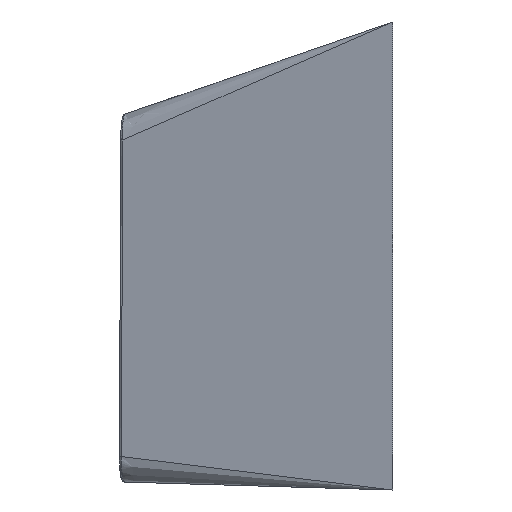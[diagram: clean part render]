
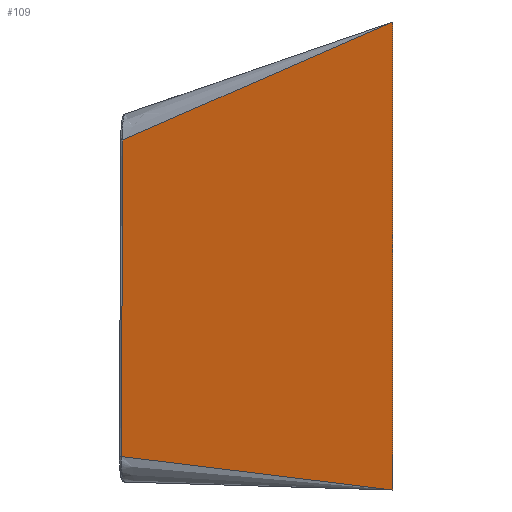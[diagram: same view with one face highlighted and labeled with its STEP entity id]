
A CAD part, left-side view. The second image highlights one B-rep face of the part: STEP entity #109.
In plain terms, the highlighted free-form (B-spline) face has degree [3, 1] with [6, 2] control points.
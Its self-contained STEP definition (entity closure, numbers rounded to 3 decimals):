
#3 = CARTESIAN_POINT ( 'NONE',  ( 0., 0., 0. ) ) ;
#13 = CARTESIAN_POINT ( 'NONE',  ( 0., 0., 6. ) ) ;
#18 = CARTESIAN_POINT ( 'NONE',  ( 0., 0., 18. ) ) ;
#32 = B_SPLINE_CURVE_WITH_KNOTS ( 'NONE', 3,
 ( #702, #1637, #1356, #3 ),
 .UNSPECIFIED., .F., .F.,
 ( 4, 4 ),
 ( 0.009, 1. ),
 .UNSPECIFIED. ) ;
#109 = ADVANCED_FACE ( 'NONE', ( #1091 ), #951, .T. ) ;
#154 = CARTESIAN_POINT ( 'NONE',  ( 2.65, 10.5, 5.007 ) ) ;
#165 = CARTESIAN_POINT ( 'NONE',  ( 2.65, 10.481, 9.703 ) ) ;
#222 = CARTESIAN_POINT ( 'NONE',  ( 2.628, 10.422, 3.316 ) ) ;
#233 = CARTESIAN_POINT ( 'NONE',  ( 2.628, 10.405, 7.374 ) ) ;
#234 = ORIENTED_EDGE ( 'NONE', *, *, #1304, .T. ) ;
#256 = B_SPLINE_CURVE_WITH_KNOTS ( 'NONE', 3,
 ( #721, #456, #825, #837 ),
 .UNSPECIFIED., .F., .F.,
 ( 4, 4 ),
 ( 0., 0.991 ),
 .UNSPECIFIED. ) ;
#266 = CARTESIAN_POINT ( 'NONE',  ( 2.65, 10.52, 0.312 ) ) ;
#295 = CARTESIAN_POINT ( 'NONE',  ( 0., 0., 15. ) ) ;
#360 = DIRECTION ( 'NONE',  ( 0., 0., -1. ) ) ;
#446 = B_SPLINE_CURVE_WITH_KNOTS ( 'NONE', 3,
 ( #1029, #631, #1303, #233, #513, #222, #1694 ),
 .UNSPECIFIED., .F., .F.,
 ( 4, 3, 4 ),
 ( 0., 0.006, 0.012 ),
 .UNSPECIFIED. ) ;
#448 = CARTESIAN_POINT ( 'NONE',  ( 0., 0., 18. ) ) ;
#456 = CARTESIAN_POINT ( 'NONE',  ( 0.982, 3.878, 16.304 ) ) ;
#513 = CARTESIAN_POINT ( 'NONE',  ( 2.628, 10.413, 5.345 ) ) ;
#544 = CARTESIAN_POINT ( 'NONE',  ( 0., 0., 12. ) ) ;
#631 = CARTESIAN_POINT ( 'NONE',  ( 2.628, 10.389, 11.432 ) ) ;
#673 = CARTESIAN_POINT ( 'NONE',  ( 2.628, 10.381, 13.462 ) ) ;
#686 = CARTESIAN_POINT ( 'NONE',  ( 2.65, 10.51, 2.66 ) ) ;
#693 = CARTESIAN_POINT ( 'NONE',  ( 2.65, 10.462, 14.398 ) ) ;
#702 = CARTESIAN_POINT ( 'NONE',  ( 2.628, 10.43, 1.287 ) ) ;
#721 = CARTESIAN_POINT ( 'NONE',  ( 0., 0., 18. ) ) ;
#825 = CARTESIAN_POINT ( 'NONE',  ( 1.858, 7.338, 14.791 ) ) ;
#837 = CARTESIAN_POINT ( 'NONE',  ( 2.628, 10.381, 13.462 ) ) ;
#936 = EDGE_CURVE ( 'NONE', #1380, #1193, #256, .T. ) ;
#940 = VERTEX_POINT ( 'NONE', #1358 ) ;
#951 = B_SPLINE_SURFACE_WITH_KNOTS ( 'NONE', 3, 1, ( 
 ( #1601, #266 ),
 ( #1346, #686 ),
 ( #13, #154 ),
 ( #544, #165 ),
 ( #295, #1336 ),
 ( #18, #693 ) ),
 .UNSPECIFIED., .F., .F., .F.,
 ( 4, 2, 4 ),
 ( 2, 2 ),
 ( 0., 0.5, 1. ),
 ( 0., 1. ),
 .UNSPECIFIED. ) ;
#992 = VECTOR ( 'NONE', #360, 1000. ) ;
#1029 = CARTESIAN_POINT ( 'NONE',  ( 2.628, 10.381, 13.462 ) ) ;
#1091 = FACE_OUTER_BOUND ( 'NONE', #1205, .T. ) ;
#1104 = EDGE_CURVE ( 'NONE', #1380, #940, #1344, .T. ) ;
#1124 = EDGE_CURVE ( 'NONE', #1193, #1517, #446, .T. ) ;
#1193 = VERTEX_POINT ( 'NONE', #673 ) ;
#1205 = EDGE_LOOP ( 'NONE', ( #1252, #1443, #234, #1353 ) ) ;
#1252 = ORIENTED_EDGE ( 'NONE', *, *, #936, .T. ) ;
#1303 = CARTESIAN_POINT ( 'NONE',  ( 2.628, 10.397, 9.403 ) ) ;
#1304 = EDGE_CURVE ( 'NONE', #1517, #940, #32, .T. ) ;
#1336 = CARTESIAN_POINT ( 'NONE',  ( 2.65, 10.471, 12.05 ) ) ;
#1344 = LINE ( 'NONE', #1531, #992 ) ;
#1346 = CARTESIAN_POINT ( 'NONE',  ( 0., 0., 3. ) ) ;
#1353 = ORIENTED_EDGE ( 'NONE', *, *, #1104, .F. ) ;
#1356 = CARTESIAN_POINT ( 'NONE',  ( 0.982, 3.899, 0.481 ) ) ;
#1358 = CARTESIAN_POINT ( 'NONE',  ( 0., 0., 0. ) ) ;
#1380 = VERTEX_POINT ( 'NONE', #448 ) ;
#1443 = ORIENTED_EDGE ( 'NONE', *, *, #1124, .T. ) ;
#1517 = VERTEX_POINT ( 'NONE', #1597 ) ;
#1531 = CARTESIAN_POINT ( 'NONE',  ( 0., 0., 18. ) ) ;
#1597 = CARTESIAN_POINT ( 'NONE',  ( 2.628, 10.43, 1.287 ) ) ;
#1601 = CARTESIAN_POINT ( 'NONE',  ( 0., 0., 0. ) ) ;
#1637 = CARTESIAN_POINT ( 'NONE',  ( 1.858, 7.375, 0.909 ) ) ;
#1694 = CARTESIAN_POINT ( 'NONE',  ( 2.628, 10.43, 1.287 ) ) ;
